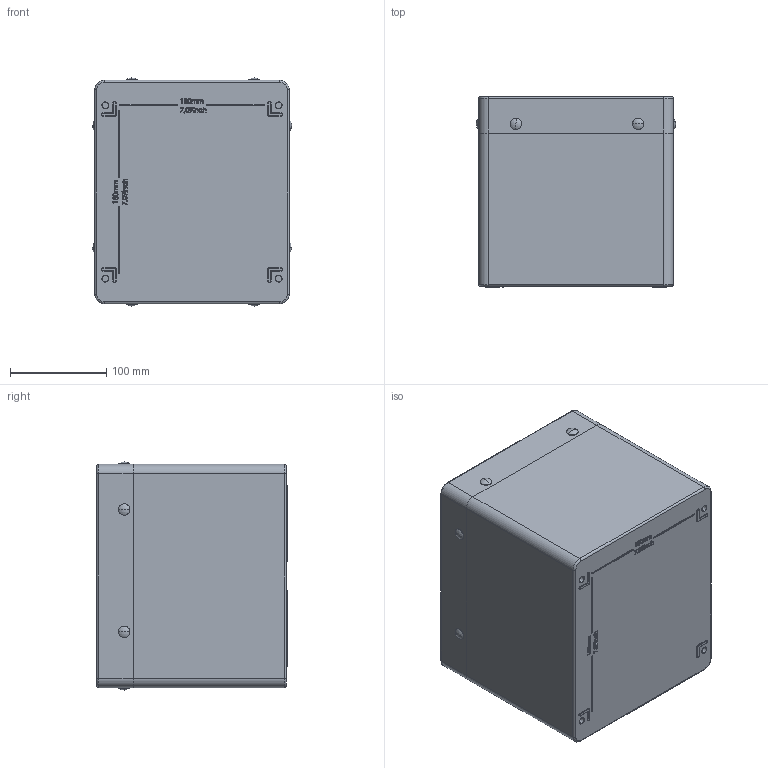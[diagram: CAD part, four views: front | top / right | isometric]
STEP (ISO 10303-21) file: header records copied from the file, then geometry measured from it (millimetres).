
FILE_DESCRIPTION (( 'STEP AP214' ), '1' );
FILE_NAME ('13111000.STEP', '2016-04-06T13:29:22', ( 'Macha' ), ( 'Hewlett-Packard Company' ), 'SwSTEP 2.0', 'SolidWorks 2015', '' );
FILE_SCHEMA (( 'AUTOMOTIVE_DESIGN' ));
Length unit declared in the file: millimetre
Products named in the file (8): 94411; 99999; 93261; 83111; 93117; 08060_Bearbeitung Griff ; 03601; 13111000
Assembly tree (20 placements, depth 2):
  13111000
    03601
    08060_Bearbeitung Griff 
    93117
    83111  x4
    93261  x4
    99999
    94411  x8
Bounding box: 207 x 198 x 237 mm (x, y, z)
Volume: 1505799.1 mm3; surface area: 499440.8 mm2
Topology: 21 solids, 21 shells, 2820 faces, 6461 edges, 3516 vertices
Faces by surface type: bspline 853, cylinder 762, plane 623, cone 212, torus 208, sphere 162
Entity records: 114888 total; most frequent: CARTESIAN_POINT 63782, ORIENTED_EDGE 11468, DIRECTION 9100, EDGE_CURVE 5734, AXIS2_PLACEMENT_3D 3522, VERTEX_POINT 3262, EDGE_LOOP 2764, FACE_OUTER_BOUND 2609
